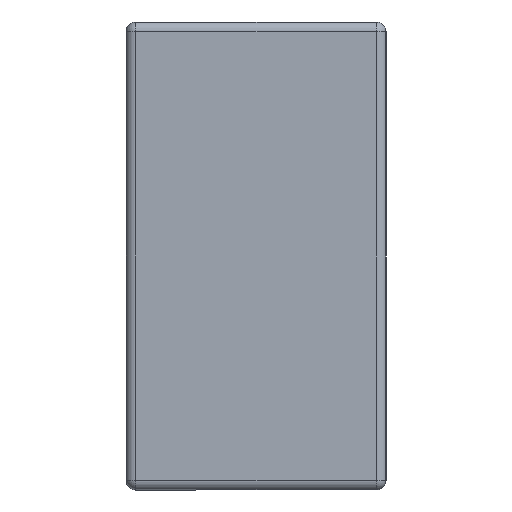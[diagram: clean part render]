
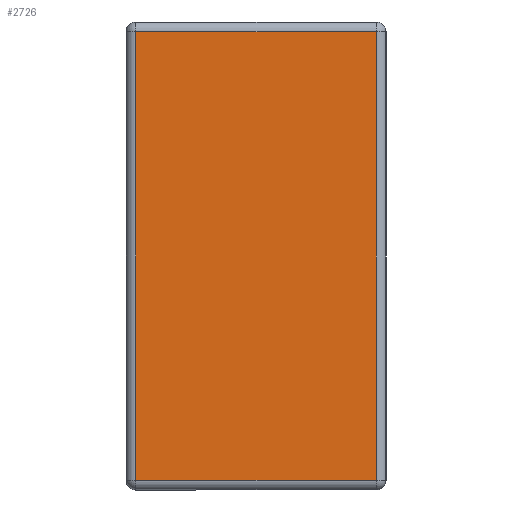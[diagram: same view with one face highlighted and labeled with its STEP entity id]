
A CAD part, left-side view. The second image highlights one B-rep face of the part: STEP entity #2726.
In plain terms, the highlighted planar face has unit normal (-1, 0, 0).
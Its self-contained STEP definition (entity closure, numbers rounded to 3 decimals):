
#83 = VERTEX_POINT ( 'NONE', #2273 ) ;
#564 = DIRECTION ( 'NONE',  ( 0., 0., -1. ) ) ;
#586 = EDGE_CURVE ( 'NONE', #2150, #2190, #3232, .T. ) ;
#883 = DIRECTION ( 'NONE',  ( 0., 1., 0. ) ) ;
#1347 = CARTESIAN_POINT ( 'NONE',  ( 0., 0., 0. ) ) ;
#1463 = CARTESIAN_POINT ( 'NONE',  ( 0., 0., -1.763 ) ) ;
#1536 = ORIENTED_EDGE ( 'NONE', *, *, #586, .T. ) ;
#1608 = VECTOR ( 'NONE', #564, 1000. ) ;
#1674 = EDGE_CURVE ( 'NONE', #2770, #2150, #3184, .T. ) ;
#1712 = CARTESIAN_POINT ( 'NONE',  ( 0., 0.963, -1.8 ) ) ;
#1887 = LINE ( 'NONE', #1712, #1608 ) ;
#2072 = VECTOR ( 'NONE', #3087, 1000. ) ;
#2150 = VERTEX_POINT ( 'NONE', #3744 ) ;
#2190 = VERTEX_POINT ( 'NONE', #4427 ) ;
#2273 = CARTESIAN_POINT ( 'NONE',  ( 0., 0.963, -1.763 ) ) ;
#2279 = VECTOR ( 'NONE', #883, 1000. ) ;
#2355 = CARTESIAN_POINT ( 'NONE',  ( 0., 0.037, 0. ) ) ;
#2427 = ORIENTED_EDGE ( 'NONE', *, *, #1674, .T. ) ;
#2443 = EDGE_LOOP ( 'NONE', ( #3806, #2427, #1536, #2519 ) ) ;
#2501 = DIRECTION ( 'NONE',  ( 0., -1., 0. ) ) ;
#2519 = ORIENTED_EDGE ( 'NONE', *, *, #3195, .T. ) ;
#2726 = ADVANCED_FACE ( 'NONE', ( #3883 ), #4584, .T. ) ;
#2770 = VERTEX_POINT ( 'NONE', #2863 ) ;
#2784 = EDGE_CURVE ( 'NONE', #83, #2770, #2872, .T. ) ;
#2863 = CARTESIAN_POINT ( 'NONE',  ( 0., 0.037, -1.763 ) ) ;
#2872 = LINE ( 'NONE', #1463, #3485 ) ;
#3087 = DIRECTION ( 'NONE',  ( 0., 0., 1. ) ) ;
#3184 = LINE ( 'NONE', #2355, #2072 ) ;
#3195 = EDGE_CURVE ( 'NONE', #2190, #83, #1887, .T. ) ;
#3232 = LINE ( 'NONE', #3746, #2279 ) ;
#3485 = VECTOR ( 'NONE', #2501, 1000. ) ;
#3538 = DIRECTION ( 'NONE',  ( 0., 0., 1. ) ) ;
#3744 = CARTESIAN_POINT ( 'NONE',  ( 0., 0.037, -0.037 ) ) ;
#3746 = CARTESIAN_POINT ( 'NONE',  ( 0., 1., -0.037 ) ) ;
#3806 = ORIENTED_EDGE ( 'NONE', *, *, #2784, .T. ) ;
#3876 = AXIS2_PLACEMENT_3D ( 'NONE', #1347, #4615, #3538 ) ;
#3883 = FACE_OUTER_BOUND ( 'NONE', #2443, .T. ) ;
#4427 = CARTESIAN_POINT ( 'NONE',  ( 0., 0.963, -0.037 ) ) ;
#4584 = PLANE ( 'NONE',  #3876 ) ;
#4615 = DIRECTION ( 'NONE',  ( -1., 0., 0. ) ) ;
